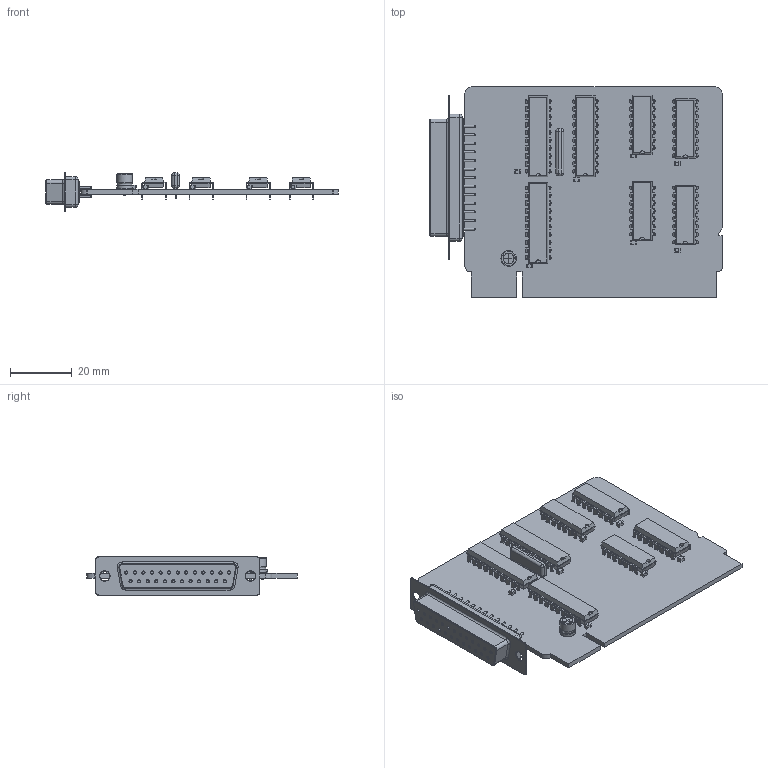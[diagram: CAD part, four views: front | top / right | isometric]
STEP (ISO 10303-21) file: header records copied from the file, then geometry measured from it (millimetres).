
FILE_DESCRIPTION(('KiCad electronic assembly'),'2;1');
FILE_NAME('LPT.step','2024-07-24T23:29:51',('Pcbnew'),('Kicad'), 'Open CASCADE STEP processor 7.6','KiCad to STEP converter','Unknown' );
FILE_SCHEMA(('AUTOMOTIVE_DESIGN { 1 0 10303 214 1 1 1 1 }'));
Length unit declared in the file: millimetre
Products named in the file (16): LPT 1; C_0805_2012Metric; DIP-20_W7.62mm; DIP-16_W7.62mm; DIP-14_W7.62mm; R_Array_SIP6; CP_Radial_D5.0mm_P2.50mm; CP_Radial_D50mm_P250mm; DSUB-25_Female_Vertical_P2.77x2.84mm; LPT_PCB
Assembly tree (25 placements, depth 3):
  LPT 1
    C_0805_2012Metric  x7
      C_0805_2012Metric
    DIP-20_W7.62mm  x3
      DIP-20_W7.62mm
    DIP-16_W7.62mm  x2
      DIP-16_W7.62mm
    DIP-14_W7.62mm  x2
      DIP-14_W7.62mm
    R_Array_SIP6
      R_Array_SIP6
    CP_Radial_D5.0mm_P2.50mm
      CP_Radial_D50mm_P250mm
    DSUB-25_Female_Vertical_P2.77x2.84mm
      DSUB-25_Female_Vertical_P2.77x2.84mm
    LPT_PCB
Bounding box: 94.63 x 68.2 x 12.5 mm (x, y, z)
Volume: 16029.6 mm3; surface area: 20478.7 mm2
Topology: 18 solids, 19 shells, 2839 faces, 7548 edges, 4793 vertices
Faces by surface type: plane 1954, cylinder 578, bspline 210, torus 43, cone 33, sphere 12, revolution 9
Full cylindrical faces by diameter (mm): 0.5 x2, 0.64 x25, 0.8 x128, 0.853 x25, 1 x1, 3.2 x2
Entity records: 55209 total; most frequent: CARTESIAN_POINT 9930, ORIENTED_EDGE 7468, DIRECTION 7239, EDGE_CURVE 3734, LINE 2790, VECTOR 2790, VERTEX_POINT 2365, AXIS2_PLACEMENT_3D 2220
